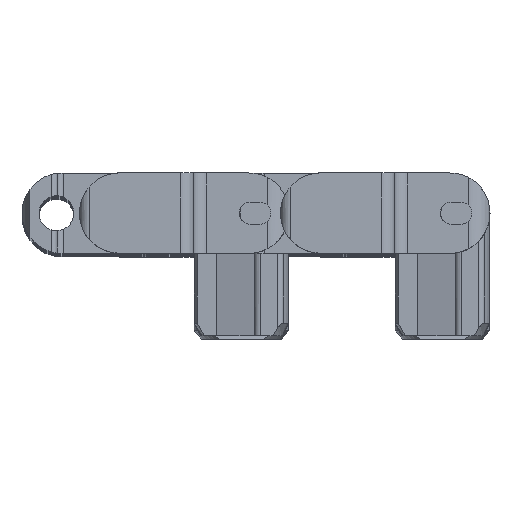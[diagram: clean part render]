
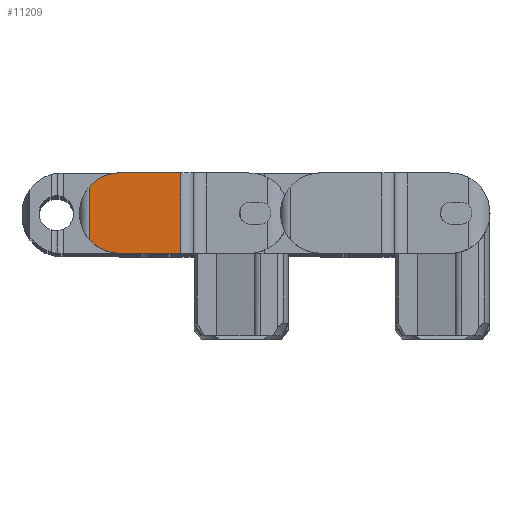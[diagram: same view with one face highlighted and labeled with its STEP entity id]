
A CAD part, top view. The second image highlights one B-rep face of the part: STEP entity #11209.
In plain terms, the highlighted planar face has unit normal (0, 0, 1).
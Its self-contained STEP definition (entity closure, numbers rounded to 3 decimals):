
#1052 = EDGE_CURVE ( 'NONE', #37434, #25542, #6655, .T. ) ;
#3062 = ORIENTED_EDGE ( 'NONE', *, *, #26461, .F. ) ;
#4095 = CARTESIAN_POINT ( 'NONE',  ( 3.999, 11.771, -5.023 ) ) ;
#5470 = EDGE_CURVE ( 'NONE', #21672, #9978, #10784, .T. ) ;
#5896 = AXIS2_PLACEMENT_3D ( 'NONE', #42019, #34863, #13115 ) ;
#6294 = ORIENTED_EDGE ( 'NONE', *, *, #12966, .T. ) ;
#6617 = EDGE_CURVE ( 'NONE', #30531, #36045, #18272, .T. ) ;
#6655 = CIRCLE ( 'NONE', #5896, 6.35 ) ;
#8622 = CARTESIAN_POINT ( 'NONE',  ( -5.651, -0.929, -5.023 ) ) ;
#9300 = CARTESIAN_POINT ( 'NONE',  ( -10.485, 1.303, -5.023 ) ) ;
#9978 = VERTEX_POINT ( 'NONE', #29616 ) ;
#10402 = ORIENTED_EDGE ( 'NONE', *, *, #6617, .F. ) ;
#10784 = CIRCLE ( 'NONE', #38959, 6.35 ) ;
#10931 = VECTOR ( 'NONE', #44540, 1000. ) ;
#11209 = ADVANCED_FACE ( 'NONE', ( #12652 ), #27216, .T. ) ;
#11363 = CARTESIAN_POINT ( 'NONE',  ( 3.999, 11.771, -5.023 ) ) ;
#12652 = FACE_OUTER_BOUND ( 'NONE', #45576, .T. ) ;
#12966 = EDGE_CURVE ( 'NONE', #30531, #9978, #28684, .T. ) ;
#13007 = DIRECTION ( 'NONE',  ( 1., 0., 0. ) ) ;
#13115 = DIRECTION ( 'NONE',  ( 1., 0., 0. ) ) ;
#15038 = CARTESIAN_POINT ( 'NONE',  ( 3.999, -0.929, -5.023 ) ) ;
#15053 = DIRECTION ( 'NONE',  ( -1., 0., 0. ) ) ;
#15517 = CARTESIAN_POINT ( 'NONE',  ( -10.485, 9.54, -5.023 ) ) ;
#17180 = DIRECTION ( 'NONE',  ( 1., 0., 0. ) ) ;
#18272 = LINE ( 'NONE', #11363, #10931 ) ;
#19716 = LINE ( 'NONE', #33809, #29999 ) ;
#20057 = DIRECTION ( 'NONE',  ( 0., 0., 1. ) ) ;
#21672 = VERTEX_POINT ( 'NONE', #15517 ) ;
#23528 = CARTESIAN_POINT ( 'NONE',  ( 3.999, 11.771, -5.023 ) ) ;
#25467 = ORIENTED_EDGE ( 'NONE', *, *, #38815, .T. ) ;
#25542 = VERTEX_POINT ( 'NONE', #9300 ) ;
#26461 = EDGE_CURVE ( 'NONE', #36045, #37434, #19716, .T. ) ;
#27105 = DIRECTION ( 'NONE',  ( -1., 0., 0. ) ) ;
#27216 = PLANE ( 'NONE',  #45566 ) ;
#27569 = CARTESIAN_POINT ( 'NONE',  ( -5.651, 5.421, -5.023 ) ) ;
#28684 = LINE ( 'NONE', #4095, #35444 ) ;
#29616 = CARTESIAN_POINT ( 'NONE',  ( -5.651, 11.771, -5.023 ) ) ;
#29637 = ORIENTED_EDGE ( 'NONE', *, *, #1052, .F. ) ;
#29996 = ORIENTED_EDGE ( 'NONE', *, *, #5470, .F. ) ;
#29999 = VECTOR ( 'NONE', #27105, 1000. ) ;
#30531 = VERTEX_POINT ( 'NONE', #23528 ) ;
#33809 = CARTESIAN_POINT ( 'NONE',  ( -10.485, -0.929, -5.023 ) ) ;
#34125 = CARTESIAN_POINT ( 'NONE',  ( -10.485, 11.771, -5.023 ) ) ;
#34754 = DIRECTION ( 'NONE',  ( 0., 0., -1. ) ) ;
#34863 = DIRECTION ( 'NONE',  ( 0., 0., -1. ) ) ;
#35444 = VECTOR ( 'NONE', #15053, 1000. ) ;
#36045 = VERTEX_POINT ( 'NONE', #15038 ) ;
#37434 = VERTEX_POINT ( 'NONE', #8622 ) ;
#37923 = LINE ( 'NONE', #34125, #39043 ) ;
#38155 = DIRECTION ( 'NONE',  ( 0., -1., 0. ) ) ;
#38815 = EDGE_CURVE ( 'NONE', #21672, #25542, #37923, .T. ) ;
#38959 = AXIS2_PLACEMENT_3D ( 'NONE', #27569, #34754, #13007 ) ;
#39043 = VECTOR ( 'NONE', #38155, 1000. ) ;
#42019 = CARTESIAN_POINT ( 'NONE',  ( -5.651, 5.421, -5.023 ) ) ;
#42749 = CARTESIAN_POINT ( 'NONE',  ( -10.485, 11.771, -5.023 ) ) ;
#44540 = DIRECTION ( 'NONE',  ( 0., -1., 0. ) ) ;
#45566 = AXIS2_PLACEMENT_3D ( 'NONE', #42749, #20057, #17180 ) ;
#45576 = EDGE_LOOP ( 'NONE', ( #29637, #3062, #10402, #6294, #29996, #25467 ) ) ;
